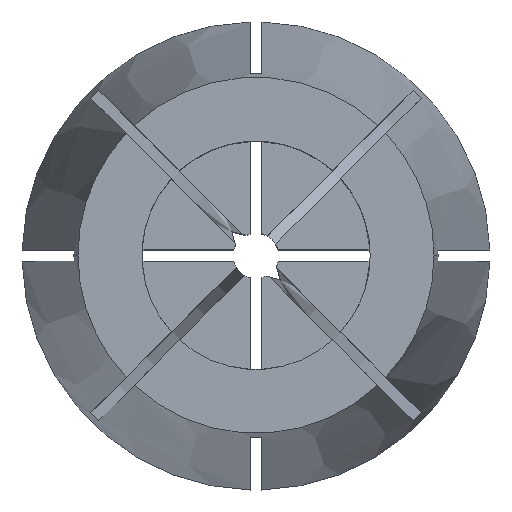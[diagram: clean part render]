
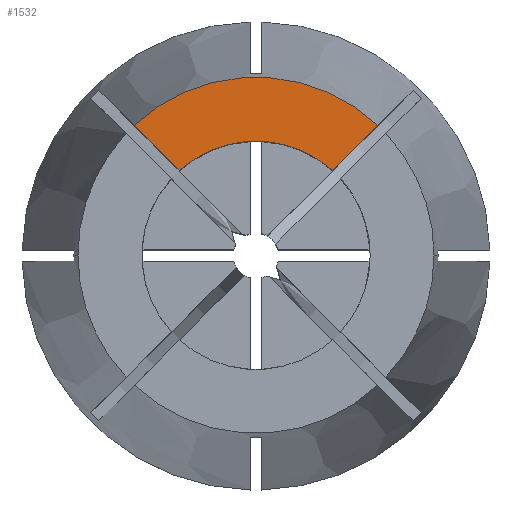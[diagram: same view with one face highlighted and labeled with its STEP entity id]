
A CAD part, top view. The second image highlights one B-rep face of the part: STEP entity #1532.
In plain terms, the highlighted planar face has unit normal (0, 0, 1).
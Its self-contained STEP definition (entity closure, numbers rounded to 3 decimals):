
#19 = CIRCLE ( 'NONE', #1235, 10. ) ;
#314 = VERTEX_POINT ( 'NONE', #2446 ) ;
#368 = VERTEX_POINT ( 'NONE', #739 ) ;
#381 = DIRECTION ( 'NONE',  ( 0.707, -0.707, 0. ) ) ;
#409 = CARTESIAN_POINT ( 'NONE',  ( 0.354, 0.354, 0. ) ) ;
#430 = EDGE_CURVE ( 'NONE', #368, #314, #2763, .T. ) ;
#502 = FACE_OUTER_BOUND ( 'NONE', #1613, .T. ) ;
#529 = CARTESIAN_POINT ( 'NONE',  ( -6.709, 7.416, 0. ) ) ;
#660 = ORIENTED_EDGE ( 'NONE', *, *, #2536, .T. ) ;
#691 = EDGE_CURVE ( 'NONE', #2685, #2189, #19, .T. ) ;
#739 = CARTESIAN_POINT ( 'NONE',  ( 10.668, 11.375, 0. ) ) ;
#759 = LINE ( 'NONE', #1543, #1895 ) ;
#770 = CARTESIAN_POINT ( 'NONE',  ( 0., 0., 0. ) ) ;
#777 = DIRECTION ( 'NONE',  ( 1., 0., 0. ) ) ;
#881 = EDGE_CURVE ( 'NONE', #2685, #368, #759, .T. ) ;
#971 = DIRECTION ( 'NONE',  ( 0.707, 0.707, 0. ) ) ;
#1235 = AXIS2_PLACEMENT_3D ( 'NONE', #1773, #2671, #1974 ) ;
#1512 = LINE ( 'NONE', #409, #2503 ) ;
#1532 = ADVANCED_FACE ( 'NONE', ( #502 ), #2090, .F. ) ;
#1543 = CARTESIAN_POINT ( 'NONE',  ( -0.354, 0.354, 0. ) ) ;
#1574 = AXIS2_PLACEMENT_3D ( 'NONE', #770, #2739, #2542 ) ;
#1613 = EDGE_LOOP ( 'NONE', ( #2642, #2011, #1764, #660 ) ) ;
#1764 = ORIENTED_EDGE ( 'NONE', *, *, #430, .T. ) ;
#1773 = CARTESIAN_POINT ( 'NONE',  ( 0., 0., 0. ) ) ;
#1858 = CARTESIAN_POINT ( 'NONE',  ( 6.709, 7.416, 0. ) ) ;
#1875 = AXIS2_PLACEMENT_3D ( 'NONE', #2157, #2035, #777 ) ;
#1895 = VECTOR ( 'NONE', #971, 1000. ) ;
#1974 = DIRECTION ( 'NONE',  ( 1., 0., 0. ) ) ;
#2011 = ORIENTED_EDGE ( 'NONE', *, *, #881, .T. ) ;
#2035 = DIRECTION ( 'NONE',  ( 0., 0., 1. ) ) ;
#2090 = PLANE ( 'NONE',  #1574 ) ;
#2157 = CARTESIAN_POINT ( 'NONE',  ( 0., 0., 0. ) ) ;
#2189 = VERTEX_POINT ( 'NONE', #529 ) ;
#2446 = CARTESIAN_POINT ( 'NONE',  ( -10.668, 11.375, 0. ) ) ;
#2503 = VECTOR ( 'NONE', #381, 1000. ) ;
#2536 = EDGE_CURVE ( 'NONE', #314, #2189, #1512, .T. ) ;
#2542 = DIRECTION ( 'NONE',  ( -1., 0., 0. ) ) ;
#2642 = ORIENTED_EDGE ( 'NONE', *, *, #691, .F. ) ;
#2671 = DIRECTION ( 'NONE',  ( 0., 0., 1. ) ) ;
#2685 = VERTEX_POINT ( 'NONE', #1858 ) ;
#2739 = DIRECTION ( 'NONE',  ( 0., 0., -1. ) ) ;
#2763 = CIRCLE ( 'NONE', #1875, 15.595 ) ;
